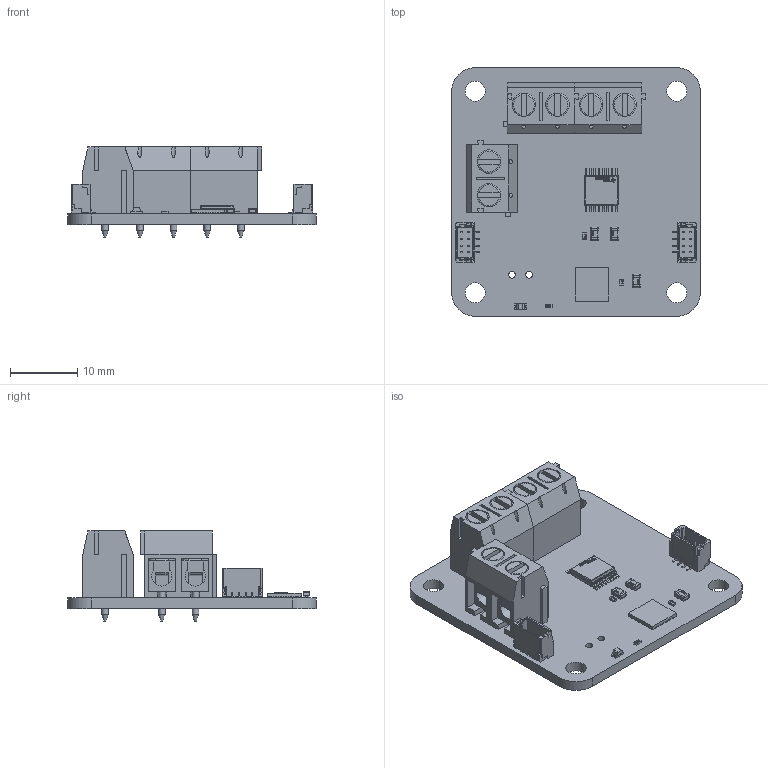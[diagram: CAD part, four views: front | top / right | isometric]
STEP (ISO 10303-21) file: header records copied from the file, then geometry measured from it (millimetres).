
FILE_DESCRIPTION(('Open CASCADE Model'),'2;1');
FILE_NAME('Open CASCADE Shape Model','2025-06-12T07:47:43',('Author'),( 'Open CASCADE'),'Open CASCADE STEP processor 7.5','Open CASCADE 7.5' ,'Unknown');
FILE_SCHEMA(('AUTOMOTIVE_DESIGN { 1 0 10303 214 1 1 1 1 }'));
Length unit declared in the file: millimetre
Products named in the file (46): PCB; Board; Open CASCADE STEP translator 7.5 1.1.1; STAT1; 0603 LED Green; Solid1; Solid4; U2; IC_Texas_Instruments_DRV8876PWPR_eec; 1; 3; Texas Logo Yury; Texas Logo Yury - Copy; 4; C5; 0805 SMD Capacitor; C4; C3; C0402; J13; 691102710002; 691502710002; 6911027100xx_CAGE; 6911027100xx_PIN; 6911027100xx_VIS; J12; J11; U; DUELink-U-Connector-BM04B-SRSS-TB; D; DUELink-Connector-BM04B-SRSS-TB; R4; User Library-R SMD 0402; User Library-R SMD 0402_0402 BODY; User Library-R SMD 0402_0402 PAD; User Library-R SMD 0402_0402 OPIS; C2; C1; Free-Models; STM32-QFN32
Assembly tree (54 placements, depth 4):
  PCB
    Board
      Open CASCADE STEP translator 7.5 1.1.1
    STAT1
      0603 LED Green
        Solid1
        Solid4
        Solid1
        Solid1
        Solid4
        Solid1
        Solid1
        Solid1
    U2
      IC_Texas_Instruments_DRV8876PWPR_eec
        1
        3
        Texas Logo Yury
        Texas Logo Yury - Copy
        4
    C5
      0805 SMD Capacitor
    C4
      0805 SMD Capacitor
    C3
      C0402
    J13
      691102710002
        691502710002
        6911027100xx_CAGE  x2
        6911027100xx_PIN  x2
        6911027100xx_VIS  x2
    J12
      691102710002
        691502710002
        6911027100xx_CAGE  x2
        6911027100xx_PIN  x2
        6911027100xx_VIS  x2
    J11
      691102710002
        691502710002
        6911027100xx_CAGE  x2
        6911027100xx_PIN  x2
        6911027100xx_VIS  x2
    U
      DUELink-U-Connector-BM04B-SRSS-TB
    D
      DUELink-Connector-BM04B-SRSS-TB
    R4
      User Library-R SMD 0402
        User Library-R SMD 0402_0402 BODY
        User Library-R SMD 0402_0402 PAD  x2
        User Library-R SMD 0402_0402 OPIS
    C2
      0805 SMD Capacitor
    C1
      C0402
    Free-Models
      STM32-QFN32
Bounding box: 37 x 37 x 13.4 mm (x, y, z)
Volume: 3823.7 mm3; surface area: 7744.2 mm2
Topology: 131 solids, 131 shells, 2782 faces, 8493 edges, 7422 vertices
Faces by surface type: plane 1852, cylinder 500, bspline 340, sphere 32, cone 24, torus 18, revolution 16
Full cylindrical faces by diameter (mm): 0.6 x6, 1 x6, 1.016 x2, 1.3 x6, 2 x6, 2.5 x6, 2.75 x6, 3 x10, 3.5 x12
Entity records: 84379 total; most frequent: CARTESIAN_POINT 22144, DIRECTION 10579, ORIENTED_EDGE 10418, LINE 5383, VECTOR 5383, EDGE_CURVE 5209, VERTEX_POINT 3410, AXIS2_PLACEMENT_3D 2594
